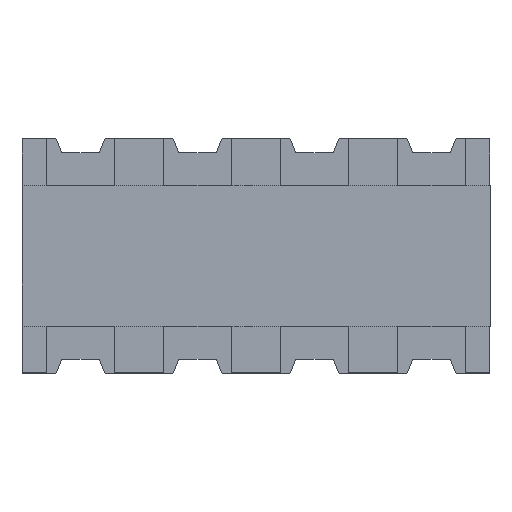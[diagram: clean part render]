
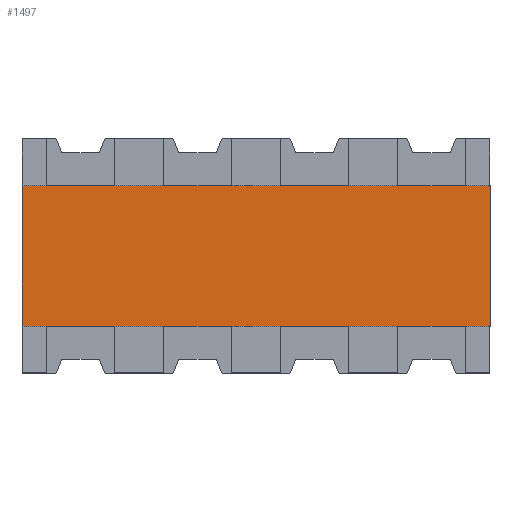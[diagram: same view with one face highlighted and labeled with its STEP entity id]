
A CAD part, top view. The second image highlights one B-rep face of the part: STEP entity #1497.
In plain terms, the highlighted planar face has unit normal (0, 0, 1).
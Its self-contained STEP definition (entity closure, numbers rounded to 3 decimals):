
#120 = PLANE ( 'NONE',  #545 ) ;
#290 = VERTEX_POINT ( 'NONE', #1603 ) ;
#312 = EDGE_CURVE ( 'NONE', #290, #4739, #2029, .T. ) ;
#538 = CARTESIAN_POINT ( 'NONE',  ( 1., 0.3, 0.35 ) ) ;
#545 = AXIS2_PLACEMENT_3D ( 'NONE', #4633, #3203, #1999 ) ;
#650 = DIRECTION ( 'NONE',  ( 1., 0., 0. ) ) ;
#746 = EDGE_CURVE ( 'NONE', #4739, #2124, #938, .T. ) ;
#796 = EDGE_CURVE ( 'NONE', #1530, #290, #2950, .T. ) ;
#863 = VECTOR ( 'NONE', #650, 1000. ) ;
#938 = LINE ( 'NONE', #3585, #1016 ) ;
#1016 = VECTOR ( 'NONE', #2836, 1000. ) ;
#1176 = VECTOR ( 'NONE', #2774, 1000. ) ;
#1497 = ADVANCED_FACE ( 'NONE', ( #4369 ), #120, .F. ) ;
#1530 = VERTEX_POINT ( 'NONE', #2424 ) ;
#1603 = CARTESIAN_POINT ( 'NONE',  ( 1., -0.3, 0.35 ) ) ;
#1665 = CARTESIAN_POINT ( 'NONE',  ( -1., 0.3, 0.35 ) ) ;
#1979 = CARTESIAN_POINT ( 'NONE',  ( -1., 0.3, 0.35 ) ) ;
#1999 = DIRECTION ( 'NONE',  ( -1., 0., 0. ) ) ;
#2029 = LINE ( 'NONE', #3135, #1176 ) ;
#2124 = VERTEX_POINT ( 'NONE', #1665 ) ;
#2414 = EDGE_CURVE ( 'NONE', #2124, #1530, #4908, .T. ) ;
#2424 = CARTESIAN_POINT ( 'NONE',  ( -1., -0.3, 0.35 ) ) ;
#2483 = VECTOR ( 'NONE', #3448, 1000. ) ;
#2488 = ORIENTED_EDGE ( 'NONE', *, *, #746, .T. ) ;
#2617 = CARTESIAN_POINT ( 'NONE',  ( 1., -0.3, 0.35 ) ) ;
#2774 = DIRECTION ( 'NONE',  ( 0., 1., 0. ) ) ;
#2836 = DIRECTION ( 'NONE',  ( -1., 0., 0. ) ) ;
#2950 = LINE ( 'NONE', #2617, #863 ) ;
#3135 = CARTESIAN_POINT ( 'NONE',  ( 1., 0.3, 0.35 ) ) ;
#3183 = ORIENTED_EDGE ( 'NONE', *, *, #2414, .T. ) ;
#3203 = DIRECTION ( 'NONE',  ( 0., 0., -1. ) ) ;
#3334 = ORIENTED_EDGE ( 'NONE', *, *, #312, .T. ) ;
#3448 = DIRECTION ( 'NONE',  ( 0., -1., 0. ) ) ;
#3585 = CARTESIAN_POINT ( 'NONE',  ( 1., 0.3, 0.35 ) ) ;
#3991 = EDGE_LOOP ( 'NONE', ( #3183, #4679, #3334, #2488 ) ) ;
#4369 = FACE_OUTER_BOUND ( 'NONE', #3991, .T. ) ;
#4633 = CARTESIAN_POINT ( 'NONE',  ( 0., 0., 0.35 ) ) ;
#4679 = ORIENTED_EDGE ( 'NONE', *, *, #796, .T. ) ;
#4739 = VERTEX_POINT ( 'NONE', #538 ) ;
#4908 = LINE ( 'NONE', #1979, #2483 ) ;
